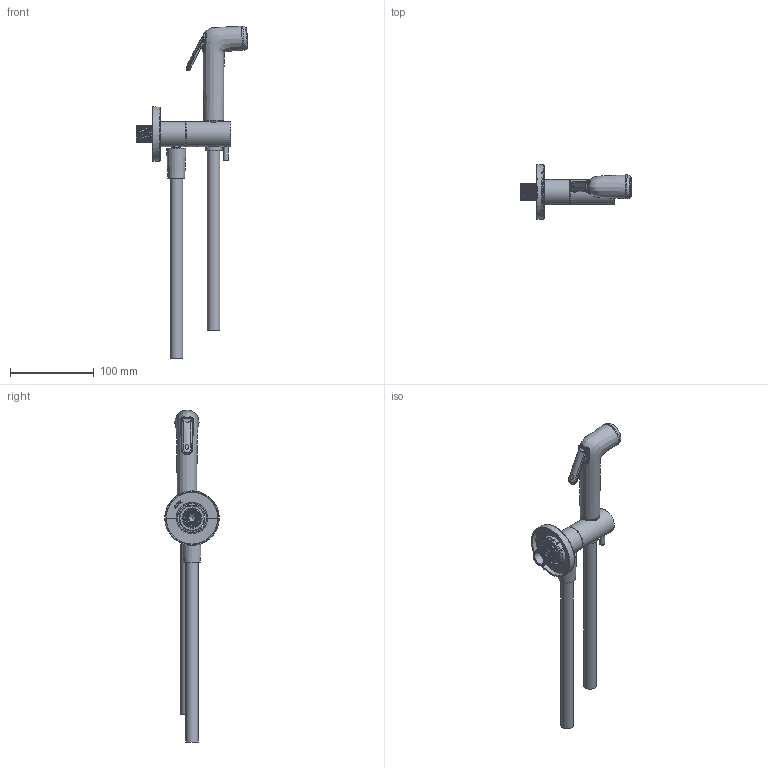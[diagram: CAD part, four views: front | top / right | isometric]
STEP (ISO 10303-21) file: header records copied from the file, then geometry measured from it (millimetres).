
FILE_DESCRIPTION(/* description */ ('Unknown'),/* implementation_level */ '2;1');
FILE_NAME(/* name */ 'KHDS1',/* time_stamp */ '2016-04-27T11:00:38+02:00',/* author */ ('Unknown'),/* organization */ ('Unknown'),/* preprocessor_version */ 'ST-DEVELOPER v16.7',/* originating_system */ 'DEX',/* authorisation */ $);
FILE_SCHEMA (('AUTOMOTIVE_DESIGN {1 0 10303 214 3 1 1}'));
Products named in the file (1): KHDS1
Bounding box: 133.4 x 65 x 395.98 mm (x, y, z)
Volume: 101554.7 mm3; surface area: 66882.5 mm2
Topology: 2 solids, 31 shells, 412 faces, 1623 edges, 1213 vertices
Faces by surface type: bspline 249, plane 62, torus 39, cylinder 34, cone 24, sphere 4
Full cylindrical faces by diameter (mm): 3.3 x2, 5.3 x1, 6 x1, 10 x1, 15 x2, 15.1 x1, 16.5 x2, 17.9 x1, 18.5 x1, 23 x1, 24 x1, 26.3 x1, 30 x2
Entity records: 36471 total; most frequent: CARTESIAN_POINT 26663, ORIENTED_EDGE 2414, EDGE_CURVE 1521, VERTEX_POINT 1187, B_SPLINE_CURVE_WITH_KNOTS 1060, DIRECTION 794, FACE_BOUND 532, EDGE_LOOP 530
